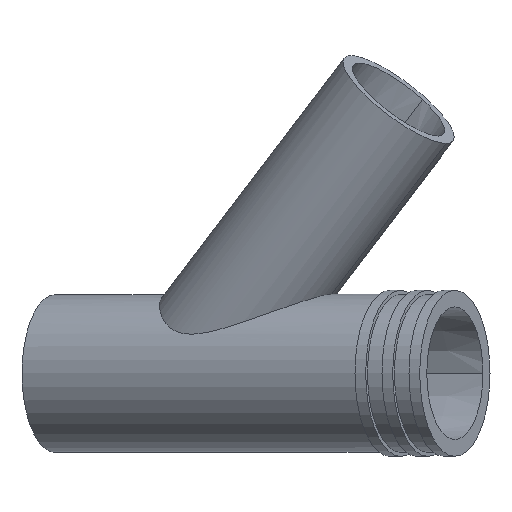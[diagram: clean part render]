
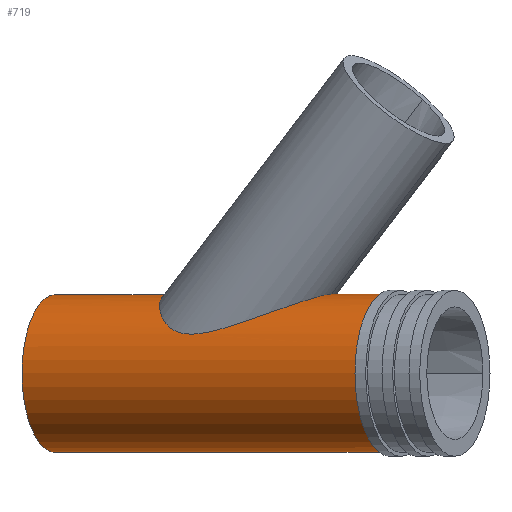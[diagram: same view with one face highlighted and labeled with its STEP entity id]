
A CAD part, top view. The second image highlights one B-rep face of the part: STEP entity #719.
In plain terms, the highlighted cylindrical face has radius 13.25 mm (diameter 26.5 mm), a partial arc.
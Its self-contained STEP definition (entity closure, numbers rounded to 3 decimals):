
#7=CARTESIAN_POINT('',(116.73,-46.987,-45.466));
#8=DIRECTION('',(0.906,0.,0.423));
#9=DIRECTION('',(0.,1.,0.));
#10=AXIS2_PLACEMENT_3D('',#7,#8,#9);
#50=CARTESIAN_POINT('',(163.07,-33.737,-23.857));
#88=CARTESIAN_POINT('',(135.858,-33.737,-36.546));
#90=DIRECTION('',(0.906,0.,0.423));
#91=VECTOR('',#90,62.);
#92=CARTESIAN_POINT('',(116.73,-60.237,-45.466));
#93=LINE('',#92,#91);
#155=CARTESIAN_POINT('',(135.858,-33.737,-36.546));
#156=CARTESIAN_POINT('',(135.663,-33.737,-36.127));
#157=CARTESIAN_POINT('',(135.301,-33.786,-35.275));
#158=CARTESIAN_POINT('',(134.851,-34.004,-33.964));
#159=CARTESIAN_POINT('',(134.508,-34.363,-32.649));
#160=CARTESIAN_POINT('',(134.275,-34.86,-31.329));
#161=CARTESIAN_POINT('',(134.171,-35.485,-30.025));
#162=CARTESIAN_POINT('',(134.205,-36.193,-28.801));
#163=CARTESIAN_POINT('',(134.376,-36.944,-27.673));
#164=CARTESIAN_POINT('',(134.677,-37.695,-26.654));
#165=CARTESIAN_POINT('',(135.109,-38.415,-25.733));
#166=CARTESIAN_POINT('',(135.637,-39.029,-24.952));
#167=CARTESIAN_POINT('',(136.228,-39.519,-24.292));
#168=CARTESIAN_POINT('',(136.893,-39.906,-23.704));
#169=CARTESIAN_POINT('',(137.664,-40.193,-23.152));
#170=CARTESIAN_POINT('',(138.53,-40.367,-22.636));
#171=CARTESIAN_POINT('',(139.537,-40.428,-22.128));
#172=CARTESIAN_POINT('',(140.743,-40.356,-21.611));
#173=CARTESIAN_POINT('',(142.09,-40.147,-21.118));
#174=CARTESIAN_POINT('',(143.6,-39.806,-20.646));
#175=CARTESIAN_POINT('',(145.29,-39.335,-20.206));
#176=CARTESIAN_POINT('',(147.143,-38.753,-19.818));
#177=CARTESIAN_POINT('',(149.152,-38.072,-19.517));
#178=CARTESIAN_POINT('',(150.88,-37.465,-19.362));
#179=CARTESIAN_POINT('',(152.385,-36.931,-19.307));
#180=CARTESIAN_POINT('',(153.739,-36.451,-19.331));
#181=CARTESIAN_POINT('',(154.96,-36.021,-19.421));
#182=CARTESIAN_POINT('',(156.052,-35.643,-19.564));
#183=CARTESIAN_POINT('',(157.015,-35.315,-19.749));
#184=CARTESIAN_POINT('',(157.897,-35.023,-19.973));
#185=CARTESIAN_POINT('',(158.775,-34.741,-20.26));
#186=CARTESIAN_POINT('',(159.608,-34.485,-20.607));
#187=CARTESIAN_POINT('',(160.365,-34.267,-21.003));
#188=CARTESIAN_POINT('',(161.047,-34.084,-21.446));
#189=CARTESIAN_POINT('',(161.66,-33.937,-21.943));
#190=CARTESIAN_POINT('',(162.212,-33.825,-22.504));
#191=CARTESIAN_POINT('',(162.707,-33.752,-23.162));
#192=CARTESIAN_POINT('',(162.959,-33.737,-23.62));
#193=CARTESIAN_POINT('',(163.07,-33.737,-23.857));
#195=DIRECTION('',(0.906,0.,0.423));
#196=VECTOR('',#195,10.87);
#197=CARTESIAN_POINT('',(163.07,-33.737,-23.857));
#198=LINE('',#197,#196);
#199=CARTESIAN_POINT('',(172.921,-46.987,-19.263));
#200=DIRECTION('',(0.906,0.,0.423));
#201=DIRECTION('',(0.,1.,0.));
#202=AXIS2_PLACEMENT_3D('',#199,#200,#201);
#204=DIRECTION('',(0.906,0.,0.423));
#205=VECTOR('',#204,21.106);
#206=CARTESIAN_POINT('',(116.73,-33.737,-45.466));
#207=LINE('',#206,#205);
#467=CARTESIAN_POINT('',(116.73,-60.237,-45.466));
#468=CARTESIAN_POINT('',(116.73,-33.737,-45.466));
#469=VERTEX_POINT('',#467);
#470=VERTEX_POINT('',#468);
#527=CARTESIAN_POINT('',(172.921,-60.237,-19.263));
#528=CARTESIAN_POINT('',(172.921,-33.737,-19.263));
#529=VERTEX_POINT('',#527);
#530=VERTEX_POINT('',#528);
#535=VERTEX_POINT('',#50);
#536=VERTEX_POINT('',#88);
#704=CARTESIAN_POINT('',(116.73,-46.987,-45.466));
#705=DIRECTION('',(0.906,0.,0.423));
#706=DIRECTION('',(0.,-1.,0.));
#707=AXIS2_PLACEMENT_3D('',#704,#705,#706);
#708=CYLINDRICAL_SURFACE('',#707,13.25);
#710=ORIENTED_EDGE('',*,*,#709,.T.);
#711=ORIENTED_EDGE('',*,*,#613,.T.);
#713=ORIENTED_EDGE('',*,*,#712,.T.);
#714=ORIENTED_EDGE('',*,*,#609,.F.);
#715=ORIENTED_EDGE('',*,*,#556,.F.);
#716=ORIENTED_EDGE('',*,*,#606,.T.);
#717=EDGE_LOOP('',(#710,#711,#713,#714,#715,#716));
#718=FACE_OUTER_BOUND('',#717,.F.);
#719=ADVANCED_FACE('',(#718),#708,.T.);
#11=CIRCLE('',#10,13.25);
#194=B_SPLINE_CURVE_WITH_KNOTS('',3,(#155,#156,#157,#158,#159,#160,#161,#162,
#163,#164,#165,#166,#167,#168,#169,#170,#171,#172,#173,#174,#175,#176,#177,#178,
#179,#180,#181,#182,#183,#184,#185,#186,#187,#188,#189,#190,#191,#192,#193),
.UNSPECIFIED.,.F.,.F.,(4,1,1,1,1,1,1,1,1,1,1,1,1,1,1,1,1,1,1,1,1,1,1,1,1,1,1,1,
1,1,1,1,1,1,1,1,4),(0.,0.028,0.056,0.083,
0.111,0.139,0.167,0.194,
0.222,0.25,0.278,0.306,0.333,
0.361,0.389,0.417,0.444,
0.472,0.5,0.528,0.556,0.583,
0.611,0.639,0.667,0.694,
0.722,0.75,0.778,0.806,0.833,
0.861,0.889,0.917,0.944,
0.972,1.),.UNSPECIFIED.);
#203=CIRCLE('',#202,13.25);
#556=EDGE_CURVE('',#470,#469,#11,.T.);
#606=EDGE_CURVE('',#470,#536,#207,.T.);
#609=EDGE_CURVE('',#469,#529,#93,.T.);
#613=EDGE_CURVE('',#535,#530,#198,.T.);
#709=EDGE_CURVE('',#536,#535,#194,.T.);
#712=EDGE_CURVE('',#530,#529,#203,.T.);
